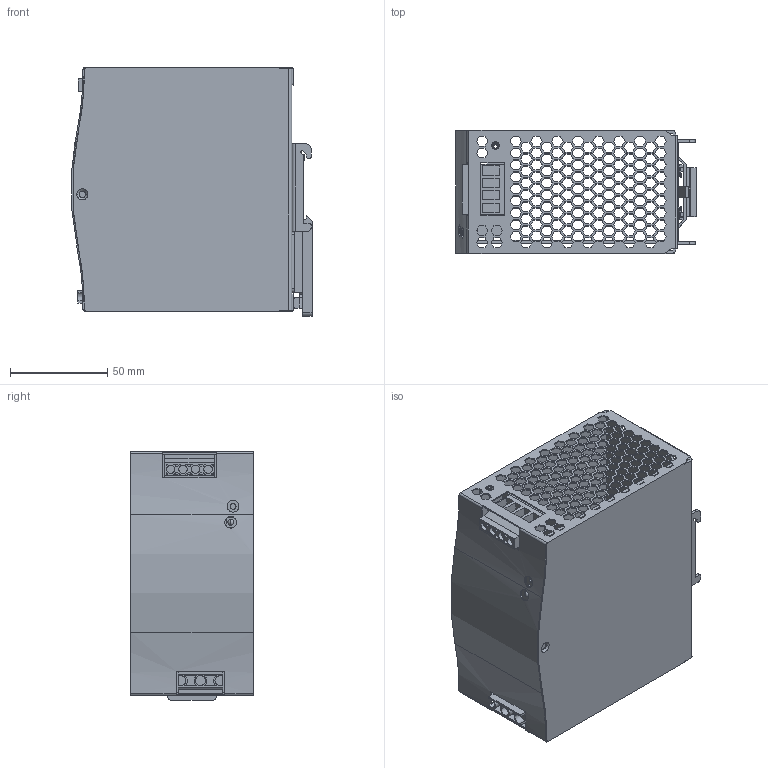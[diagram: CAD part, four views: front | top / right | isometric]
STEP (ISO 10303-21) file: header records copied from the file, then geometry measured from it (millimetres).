
FILE_DESCRIPTION(('Creo Elements/Direct Modeling STEP Export'),'2;1');
FILE_NAME('NDR-240.stp','2015-06-11T13:59:39',(''),(''),'PTC Creo Elements/Direct Modeling STEP processor for AP214 (Solid Model)','PTC Creo Elements/Direct Modeling 19.0 09-May-2014 (C) Parametric Technology GmbH','');
FILE_SCHEMA(('AUTOMOTIVE_DESIGN { 1 0 10303 214 1 1 1 1 }'));
Length unit declared in the file: millimetre
Products named in the file (16): ˋ°Ûy; ÝƒÛy; p3.1.1; a2.1; led; a1; PCB1; MOS; pcb2.1; pcb2.2; pcb2; PCB2; p1; p3.2; NDR-240
Assembly tree (16 placements, depth 3):
  NDR-240
    p3.2
    p1
    PCB2
      pcb2
      pcb2.2
      pcb2.1
    MOS
    PCB1
      PCB1
    a1
      led
      p3.1.1  x2
      a2.1
      ÝƒÛy
      ˋ°Ûy
Bounding box: 123.41 x 63 x 127.81 mm (x, y, z)
Volume: 114525.2 mm3; surface area: 161788.2 mm2
Topology: 8 solids, 8 shells, 2374 faces, 6975 edges, 4623 vertices
Faces by surface type: plane 2154, cylinder 188, cone 14, torus 10, bspline 8
Entity records: 75725 total; most frequent: CARTESIAN_POINT 15476, ORIENTED_EDGE 13838, DIRECTION 9846, EDGE_CURVE 6919, VECTOR 6370, LINE 6370, VERTEX_POINT 4587, EDGE_LOOP 3010
